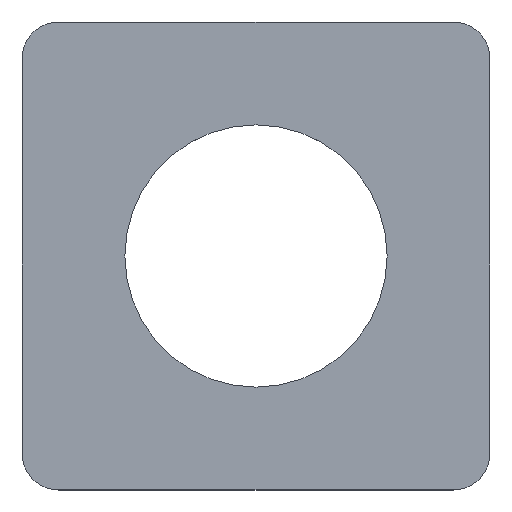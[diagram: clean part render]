
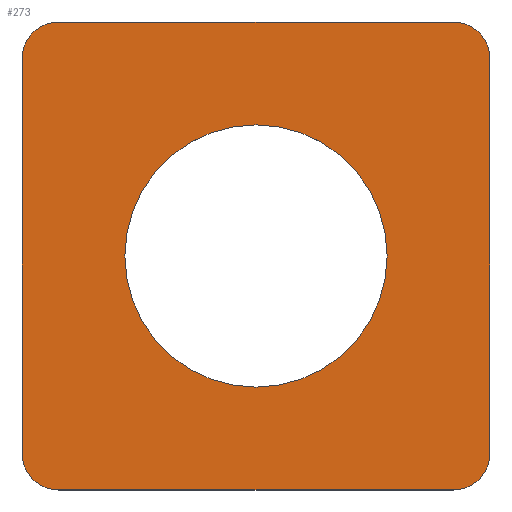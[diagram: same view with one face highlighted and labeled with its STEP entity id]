
A CAD part, top view. The second image highlights one B-rep face of the part: STEP entity #273.
In plain terms, the highlighted planar face has unit normal (0, 0, 1).
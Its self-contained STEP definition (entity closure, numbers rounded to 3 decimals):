
#56=AXIS2_PLACEMENT_3D('Circle Axis2P3D',#54,#55,$) ;
#203=AXIS2_PLACEMENT_3D('Plane Axis2P3D',#200,#201,#202) ;
#207=AXIS2_PLACEMENT_3D('Circle Axis2P3D',#205,#206,$) ;
#221=AXIS2_PLACEMENT_3D('Circle Axis2P3D',#219,#220,$) ;
#235=AXIS2_PLACEMENT_3D('Circle Axis2P3D',#233,#234,$) ;
#257=AXIS2_PLACEMENT_3D('Circle Axis2P3D',#255,#256,$) ;
#266=AXIS2_PLACEMENT_3D('Circle Axis2P3D',#264,#265,$) ;
#51=CARTESIAN_POINT('Vertex',(44.6,3.5,1.2)) ;
#54=CARTESIAN_POINT('Axis2P3D Location',(41.1,3.5,1.2)) ;
#58=CARTESIAN_POINT('Vertex',(41.1,0.,1.2)) ;
#178=CARTESIAN_POINT('Vertex',(44.6,41.1,1.2)) ;
#181=CARTESIAN_POINT('Line Origine',(44.6,22.3,1.2)) ;
#200=CARTESIAN_POINT('Axis2P3D Location',(22.3,22.3,1.2)) ;
#205=CARTESIAN_POINT('Axis2P3D Location',(41.1,41.1,1.2)) ;
#209=CARTESIAN_POINT('Vertex',(41.1,44.6,1.2)) ;
#212=CARTESIAN_POINT('Line Origine',(22.3,44.6,1.2)) ;
#216=CARTESIAN_POINT('Vertex',(3.5,44.6,1.2)) ;
#219=CARTESIAN_POINT('Axis2P3D Location',(3.5,41.1,1.2)) ;
#223=CARTESIAN_POINT('Vertex',(0.,41.1,1.2)) ;
#226=CARTESIAN_POINT('Line Origine',(0.,22.3,1.2)) ;
#230=CARTESIAN_POINT('Vertex',(0.,3.5,1.2)) ;
#233=CARTESIAN_POINT('Axis2P3D Location',(3.5,3.5,1.2)) ;
#237=CARTESIAN_POINT('Vertex',(3.5,0.,1.2)) ;
#240=CARTESIAN_POINT('Line Origine',(22.3,0.,1.2)) ;
#255=CARTESIAN_POINT('Axis2P3D Location',(22.3,22.3,1.2)) ;
#259=CARTESIAN_POINT('Vertex',(34.8,22.3,1.2)) ;
#261=CARTESIAN_POINT('Vertex',(9.8,22.3,1.2)) ;
#264=CARTESIAN_POINT('Axis2P3D Location',(22.3,22.3,1.2)) ;
#55=DIRECTION('Axis2P3D Direction',(0.,0.,1.)) ;
#182=DIRECTION('Vector Direction',(0.,1.,0.)) ;
#201=DIRECTION('Axis2P3D Direction',(0.,0.,1.)) ;
#202=DIRECTION('Axis2P3D XDirection',(-1.,0.,0.)) ;
#206=DIRECTION('Axis2P3D Direction',(0.,0.,1.)) ;
#213=DIRECTION('Vector Direction',(1.,0.,0.)) ;
#220=DIRECTION('Axis2P3D Direction',(0.,0.,1.)) ;
#227=DIRECTION('Vector Direction',(0.,-1.,0.)) ;
#234=DIRECTION('Axis2P3D Direction',(0.,0.,1.)) ;
#241=DIRECTION('Vector Direction',(-1.,0.,0.)) ;
#256=DIRECTION('Axis2P3D Direction',(0.,0.,1.)) ;
#265=DIRECTION('Axis2P3D Direction',(0.,0.,1.)) ;
#183=VECTOR('Line Direction',#182,1.) ;
#214=VECTOR('Line Direction',#213,1.) ;
#228=VECTOR('Line Direction',#227,1.) ;
#242=VECTOR('Line Direction',#241,1.) ;
#246=ORIENTED_EDGE('',*,*,#60,.T.) ;
#247=ORIENTED_EDGE('',*,*,#185,.T.) ;
#248=ORIENTED_EDGE('',*,*,#211,.T.) ;
#249=ORIENTED_EDGE('',*,*,#218,.T.) ;
#250=ORIENTED_EDGE('',*,*,#225,.T.) ;
#251=ORIENTED_EDGE('',*,*,#232,.T.) ;
#252=ORIENTED_EDGE('',*,*,#239,.T.) ;
#253=ORIENTED_EDGE('',*,*,#244,.T.) ;
#270=ORIENTED_EDGE('',*,*,#263,.F.) ;
#271=ORIENTED_EDGE('',*,*,#268,.F.) ;
#272=FACE_BOUND('',#269,.T.) ;
#273=ADVANCED_FACE('S3D gedreht',(#254,#272),#204,.T.) ;
#57=CIRCLE('generated circle',#56,3.5) ;
#208=CIRCLE('generated circle',#207,3.5) ;
#222=CIRCLE('generated circle',#221,3.5) ;
#236=CIRCLE('generated circle',#235,3.5) ;
#258=CIRCLE('generated circle',#257,12.5) ;
#267=CIRCLE('generated circle',#266,12.5) ;
#60=EDGE_CURVE('',#59,#52,#57,.T.) ;
#185=EDGE_CURVE('',#52,#179,#184,.T.) ;
#211=EDGE_CURVE('',#179,#210,#208,.T.) ;
#218=EDGE_CURVE('',#210,#217,#215,.F.) ;
#225=EDGE_CURVE('',#217,#224,#222,.T.) ;
#232=EDGE_CURVE('',#224,#231,#229,.T.) ;
#239=EDGE_CURVE('',#231,#238,#236,.T.) ;
#244=EDGE_CURVE('',#238,#59,#243,.F.) ;
#263=EDGE_CURVE('',#260,#262,#258,.T.) ;
#268=EDGE_CURVE('',#262,#260,#267,.T.) ;
#245=EDGE_LOOP('',(#246,#247,#248,#249,#250,#251,#252,#253)) ;
#269=EDGE_LOOP('',(#270,#271)) ;
#254=FACE_OUTER_BOUND('',#245,.T.) ;
#184=LINE('Line',#181,#183) ;
#215=LINE('Line',#212,#214) ;
#229=LINE('Line',#226,#228) ;
#243=LINE('Line',#240,#242) ;
#204=PLANE('',#203) ;
#52=VERTEX_POINT('',#51) ;
#59=VERTEX_POINT('',#58) ;
#179=VERTEX_POINT('',#178) ;
#210=VERTEX_POINT('',#209) ;
#217=VERTEX_POINT('',#216) ;
#224=VERTEX_POINT('',#223) ;
#231=VERTEX_POINT('',#230) ;
#238=VERTEX_POINT('',#237) ;
#260=VERTEX_POINT('',#259) ;
#262=VERTEX_POINT('',#261) ;
